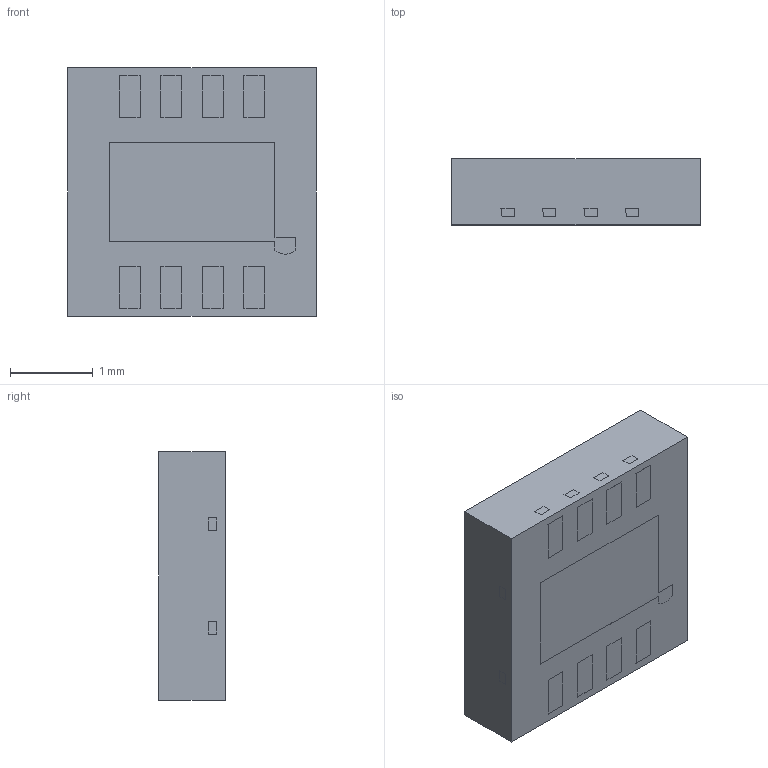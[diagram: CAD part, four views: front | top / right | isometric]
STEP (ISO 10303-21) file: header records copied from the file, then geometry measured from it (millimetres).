
FILE_DESCRIPTION((''),'2;1');
FILE_NAME('LDA08A_ASM','2012-02-08T',('CKXSSC'),(''),'PRO/ENGINEER BY PARAMETRIC TECHNOLOGY CORPORATION, 2011220','PRO/ENGINEER BY PARAMETRIC TECHNOLOGY CORPORATION, 2011220','');
FILE_SCHEMA(('AUTOMOTIVE_DESIGN_CC2 { 1 2 10303 214 -1 1 5 2 }'));
Length unit declared in the file: millimetre
Products named in the file (3): BODY_LDA08A; FRAME_LDA08A; LDA08A_ASM
Assembly tree (2 placements, depth 2):
  LDA08A_ASM
    BODY_LDA08A
    FRAME_LDA08A
Bounding box: 3 x 0.8 x 3 mm (x, y, z)
Volume: 7.2 mm3; surface area: 36.8 mm2
Topology: 22 solids, 22 shells, 277 faces, 620 edges, 408 vertices
Faces by surface type: plane 235, cylinder 42
Entity records: 9735 total; most frequent: CARTESIAN_POINT 1434, ORIENTED_EDGE 1240, DIRECTION 1184, PRESENTATION_STYLE_ASSIGNMENT 651, STYLED_ITEM 642, CURVE_STYLE 620, EDGE_CURVE 620, VECTOR 542
